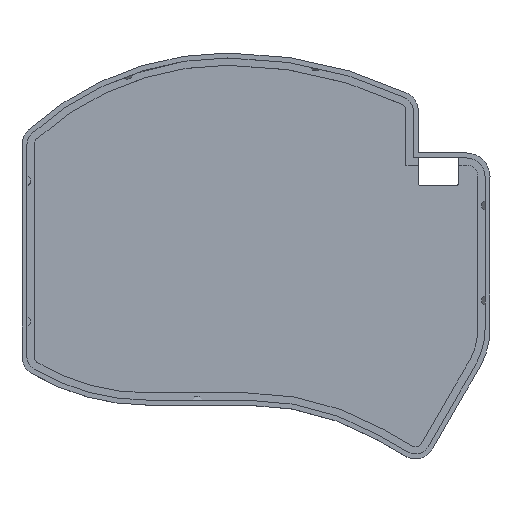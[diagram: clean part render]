
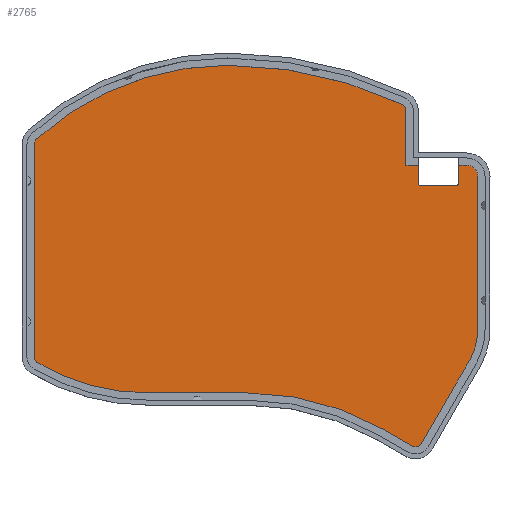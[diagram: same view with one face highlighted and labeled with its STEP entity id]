
A CAD part, top view. The second image highlights one B-rep face of the part: STEP entity #2765.
In plain terms, the highlighted planar face has unit normal (0, 0, 1).
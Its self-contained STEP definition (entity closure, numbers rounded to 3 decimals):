
#221=PLANE('',#3084);
#381=FACE_OUTER_BOUND('',#554,.T.);
#554=EDGE_LOOP('',(#2579,#2580,#2581,#2582,#2583,#2584,#2585,#2586,#2587,
#2588,#2589,#2590,#2591,#2592,#2593,#2594,#2595,#2596,#2597,#2598,#2599,
#2600,#2601,#2602,#2603));
#574=LINE('',#4034,#817);
#722=LINE('',#4648,#965);
#741=LINE('',#4711,#984);
#746=LINE('',#4723,#989);
#749=LINE('',#4728,#992);
#760=LINE('',#4772,#1003);
#764=LINE('',#4784,#1007);
#767=LINE('',#4792,#1010);
#770=LINE('',#4800,#1013);
#772=LINE('',#4804,#1015);
#774=LINE('',#4808,#1017);
#777=LINE('',#4816,#1020);
#779=LINE('',#4821,#1022);
#817=VECTOR('',#3159,10.);
#965=VECTOR('',#3689,10.);
#984=VECTOR('',#3750,10.);
#989=VECTOR('',#3765,10.);
#992=VECTOR('',#3770,10.);
#1003=VECTOR('',#3827,10.);
#1007=VECTOR('',#3841,10.);
#1010=VECTOR('',#3850,10.);
#1013=VECTOR('',#3859,10.);
#1015=VECTOR('',#3863,10.);
#1017=VECTOR('',#3867,10.);
#1020=VECTOR('',#3876,10.);
#1022=VECTOR('',#3884,10.);
#1061=CIRCLE('',#2807,0.55);
#1145=CIRCLE('',#3016,0.55);
#1151=CIRCLE('',#3039,2.001);
#1152=CIRCLE('',#3041,107.048);
#1153=CIRCLE('',#3043,74.42);
#1154=CIRCLE('',#3045,2.002);
#1155=CIRCLE('',#3048,2.005);
#1156=CIRCLE('',#3050,56.123);
#1157=CIRCLE('',#3053,71.354);
#1158=CIRCLE('',#3056,2.);
#1159=CIRCLE('',#3061,17.774);
#1160=CIRCLE('',#3064,3.);
#1200=VERTEX_POINT('',#4031);
#1201=VERTEX_POINT('',#4033);
#1204=VERTEX_POINT('',#4041);
#1363=VERTEX_POINT('',#4645);
#1364=VERTEX_POINT('',#4647);
#1387=VERTEX_POINT('',#4707);
#1389=VERTEX_POINT('',#4722);
#1390=VERTEX_POINT('',#4726);
#1395=VERTEX_POINT('',#4753);
#1396=VERTEX_POINT('',#4754);
#1397=VERTEX_POINT('',#4759);
#1398=VERTEX_POINT('',#4763);
#1399=VERTEX_POINT('',#4767);
#1400=VERTEX_POINT('',#4771);
#1401=VERTEX_POINT('',#4775);
#1402=VERTEX_POINT('',#4779);
#1403=VERTEX_POINT('',#4783);
#1404=VERTEX_POINT('',#4787);
#1405=VERTEX_POINT('',#4791);
#1406=VERTEX_POINT('',#4795);
#1407=VERTEX_POINT('',#4799);
#1408=VERTEX_POINT('',#4803);
#1409=VERTEX_POINT('',#4807);
#1410=VERTEX_POINT('',#4811);
#1411=VERTEX_POINT('',#4815);
#1454=EDGE_CURVE('',#1201,#1200,#574,.T.);
#1459=EDGE_CURVE('',#1204,#1200,#1061,.T.);
#1707=EDGE_CURVE('',#1364,#1363,#722,.T.);
#1736=EDGE_CURVE('',#1364,#1387,#1145,.T.);
#1738=EDGE_CURVE('',#1204,#1387,#741,.T.);
#1744=EDGE_CURVE('',#1389,#1201,#746,.T.);
#1747=EDGE_CURVE('',#1363,#1390,#749,.T.);
#1757=EDGE_CURVE('',#1395,#1396,#1151,.T.);
#1760=EDGE_CURVE('',#1396,#1397,#1152,.T.);
#1762=EDGE_CURVE('',#1397,#1398,#1153,.T.);
#1764=EDGE_CURVE('',#1398,#1399,#1154,.T.);
#1766=EDGE_CURVE('',#1399,#1400,#760,.T.);
#1768=EDGE_CURVE('',#1400,#1401,#1155,.T.);
#1770=EDGE_CURVE('',#1401,#1402,#1156,.T.);
#1772=EDGE_CURVE('',#1402,#1403,#764,.T.);
#1774=EDGE_CURVE('',#1403,#1404,#1157,.T.);
#1776=EDGE_CURVE('',#1404,#1405,#767,.T.);
#1778=EDGE_CURVE('',#1405,#1406,#1158,.T.);
#1780=EDGE_CURVE('',#1406,#1407,#770,.T.);
#1782=EDGE_CURVE('',#1407,#1408,#772,.T.);
#1784=EDGE_CURVE('',#1408,#1409,#774,.T.);
#1786=EDGE_CURVE('',#1409,#1410,#1159,.T.);
#1788=EDGE_CURVE('',#1410,#1411,#777,.T.);
#1790=EDGE_CURVE('',#1411,#1389,#1160,.T.);
#1791=EDGE_CURVE('',#1390,#1395,#779,.T.);
#2579=ORIENTED_EDGE('',*,*,#1707,.T.);
#2580=ORIENTED_EDGE('',*,*,#1747,.T.);
#2581=ORIENTED_EDGE('',*,*,#1791,.T.);
#2582=ORIENTED_EDGE('',*,*,#1757,.T.);
#2583=ORIENTED_EDGE('',*,*,#1760,.T.);
#2584=ORIENTED_EDGE('',*,*,#1762,.T.);
#2585=ORIENTED_EDGE('',*,*,#1764,.T.);
#2586=ORIENTED_EDGE('',*,*,#1766,.T.);
#2587=ORIENTED_EDGE('',*,*,#1768,.T.);
#2588=ORIENTED_EDGE('',*,*,#1770,.T.);
#2589=ORIENTED_EDGE('',*,*,#1772,.T.);
#2590=ORIENTED_EDGE('',*,*,#1774,.T.);
#2591=ORIENTED_EDGE('',*,*,#1776,.T.);
#2592=ORIENTED_EDGE('',*,*,#1778,.T.);
#2593=ORIENTED_EDGE('',*,*,#1780,.T.);
#2594=ORIENTED_EDGE('',*,*,#1782,.T.);
#2595=ORIENTED_EDGE('',*,*,#1784,.T.);
#2596=ORIENTED_EDGE('',*,*,#1786,.T.);
#2597=ORIENTED_EDGE('',*,*,#1788,.T.);
#2598=ORIENTED_EDGE('',*,*,#1790,.T.);
#2599=ORIENTED_EDGE('',*,*,#1744,.T.);
#2600=ORIENTED_EDGE('',*,*,#1454,.T.);
#2601=ORIENTED_EDGE('',*,*,#1459,.F.);
#2602=ORIENTED_EDGE('',*,*,#1738,.T.);
#2603=ORIENTED_EDGE('',*,*,#1736,.F.);
#2765=ADVANCED_FACE('',(#381),#221,.T.);
#2807=AXIS2_PLACEMENT_3D('',#4043,#3166,#3167);
#3016=AXIS2_PLACEMENT_3D('',#4708,#3745,#3746);
#3039=AXIS2_PLACEMENT_3D('',#4755,#3806,#3807);
#3041=AXIS2_PLACEMENT_3D('',#4760,#3812,#3813);
#3043=AXIS2_PLACEMENT_3D('',#4764,#3817,#3818);
#3045=AXIS2_PLACEMENT_3D('',#4768,#3822,#3823);
#3048=AXIS2_PLACEMENT_3D('',#4776,#3831,#3832);
#3050=AXIS2_PLACEMENT_3D('',#4780,#3836,#3837);
#3053=AXIS2_PLACEMENT_3D('',#4788,#3845,#3846);
#3056=AXIS2_PLACEMENT_3D('',#4796,#3854,#3855);
#3061=AXIS2_PLACEMENT_3D('',#4812,#3871,#3872);
#3064=AXIS2_PLACEMENT_3D('',#4819,#3880,#3881);
#3084=AXIS2_PLACEMENT_3D('',#4859,#3939,#3940);
#3159=DIRECTION('',(0.,-1.,0.));
#3166=DIRECTION('center_axis',(0.,0.,1.));
#3167=DIRECTION('ref_axis',(0.707,-0.707,0.));
#3689=DIRECTION('',(0.,1.,0.));
#3745=DIRECTION('center_axis',(0.,0.,1.));
#3746=DIRECTION('ref_axis',(-0.707,-0.707,0.));
#3750=DIRECTION('',(-1.,0.,0.));
#3765=DIRECTION('',(-1.,0.,0.));
#3770=DIRECTION('',(-1.,0.,0.));
#3806=DIRECTION('center_axis',(0.,0.,1.));
#3807=DIRECTION('ref_axis',(1.,0.,0.));
#3812=DIRECTION('center_axis',(0.,0.,1.));
#3813=DIRECTION('ref_axis',(0.425,0.905,0.));
#3817=DIRECTION('center_axis',(0.,0.,1.));
#3818=DIRECTION('ref_axis',(0.,1.,0.));
#3822=DIRECTION('center_axis',(0.,0.,1.));
#3823=DIRECTION('ref_axis',(-0.676,0.737,0.));
#3827=DIRECTION('',(0.,-1.,0.));
#3831=DIRECTION('center_axis',(0.,0.,1.));
#3832=DIRECTION('ref_axis',(-0.99,-0.145,0.));
#3836=DIRECTION('center_axis',(0.,0.,1.));
#3837=DIRECTION('ref_axis',(-0.51,-0.86,0.));
#3841=DIRECTION('',(1.,0.,0.));
#3845=DIRECTION('center_axis',(0.,0.,-1.));
#3846=DIRECTION('ref_axis',(0.,1.,0.));
#3850=DIRECTION('',(0.866,-0.5,0.));
#3854=DIRECTION('center_axis',(0.,0.,1.));
#3855=DIRECTION('ref_axis',(-0.5,-0.866,0.));
#3859=DIRECTION('',(0.5,0.866,0.));
#3863=DIRECTION('',(0.5,0.866,0.));
#3867=DIRECTION('',(0.5,0.866,0.));
#3871=DIRECTION('center_axis',(0.,0.,1.));
#3872=DIRECTION('ref_axis',(0.895,-0.446,0.));
#3876=DIRECTION('',(0.,1.,0.));
#3880=DIRECTION('center_axis',(0.,0.,1.));
#3881=DIRECTION('ref_axis',(1.,0.,0.));
#3884=DIRECTION('',(0.,1.,0.));
#3939=DIRECTION('center_axis',(0.,0.,1.));
#3940=DIRECTION('ref_axis',(1.,0.,0.));
#4031=CARTESIAN_POINT('',(119.978,-35.315,2.));
#4033=CARTESIAN_POINT('',(119.978,-30.604,2.));
#4034=CARTESIAN_POINT('',(119.978,-44.585,2.));
#4041=CARTESIAN_POINT('',(119.428,-35.865,2.));
#4043=CARTESIAN_POINT('Origin',(119.428,-35.315,2.));
#4645=CARTESIAN_POINT('',(109.383,-30.603,2.));
#4647=CARTESIAN_POINT('',(109.383,-35.315,2.));
#4648=CARTESIAN_POINT('',(109.383,-40.879,2.));
#4707=CARTESIAN_POINT('',(109.933,-35.865,2.));
#4708=CARTESIAN_POINT('Origin',(109.933,-35.315,2.));
#4711=CARTESIAN_POINT('',(88.441,-35.865,2.));
#4722=CARTESIAN_POINT('',(121.964,-30.604,2.));
#4723=CARTESIAN_POINT('',(86.567,-30.602,2.));
#4726=CARTESIAN_POINT('',(106.183,-30.603,2.));
#4728=CARTESIAN_POINT('',(86.567,-30.602,2.));
#4753=CARTESIAN_POINT('',(106.183,-16.409,2.));
#4754=CARTESIAN_POINT('',(105.066,-14.614,2.));
#4755=CARTESIAN_POINT('Origin',(104.181,-16.409,2.));
#4759=CARTESIAN_POINT('',(59.558,-4.459,2.));
#4760=CARTESIAN_POINT('Origin',(59.557,-111.507,2.));
#4763=CARTESIAN_POINT('',(9.583,-23.735,2.));
#4764=CARTESIAN_POINT('Origin',(59.558,-78.879,2.));
#4767=CARTESIAN_POINT('',(8.934,-25.205,2.));
#4768=CARTESIAN_POINT('Origin',(10.936,-25.21,2.));
#4771=CARTESIAN_POINT('',(8.934,-80.883,2.));
#4772=CARTESIAN_POINT('',(8.934,-67.618,2.));
#4775=CARTESIAN_POINT('',(9.898,-82.32,2.));
#4776=CARTESIAN_POINT('Origin',(10.918,-80.593,2.));
#4779=CARTESIAN_POINT('',(38.508,-90.16,2.));
#4780=CARTESIAN_POINT('Origin',(38.508,-34.037,2.));
#4783=CARTESIAN_POINT('',(64.57,-90.16,2.));
#4784=CARTESIAN_POINT('',(65.76,-90.16,2.));
#4787=CARTESIAN_POINT('',(100.246,-99.719,2.));
#4788=CARTESIAN_POINT('Origin',(64.57,-161.514,2.));
#4791=CARTESIAN_POINT('',(107.628,-103.981,2.));
#4792=CARTESIAN_POINT('',(81.629,-88.97,2.));
#4795=CARTESIAN_POINT('',(110.375,-103.224,2.));
#4796=CARTESIAN_POINT('Origin',(108.628,-102.249,2.));
#4799=CARTESIAN_POINT('',(118.885,-88.483,2.));
#4800=CARTESIAN_POINT('',(119.782,-86.929,2.));
#4803=CARTESIAN_POINT('',(120.385,-85.886,2.));
#4804=CARTESIAN_POINT('',(120.53,-85.634,2.));
#4807=CARTESIAN_POINT('',(123.099,-81.186,2.));
#4808=CARTESIAN_POINT('',(121.889,-83.281,2.));
#4811=CARTESIAN_POINT('',(124.963,-73.463,2.));
#4812=CARTESIAN_POINT('Origin',(107.19,-73.259,2.));
#4815=CARTESIAN_POINT('',(124.964,-33.604,2.));
#4816=CARTESIAN_POINT('',(124.964,-43.98,2.));
#4819=CARTESIAN_POINT('Origin',(121.964,-33.604,2.));
#4821=CARTESIAN_POINT('',(106.183,-35.381,2.));
#4859=CARTESIAN_POINT('Origin',(66.949,-54.354,2.));
